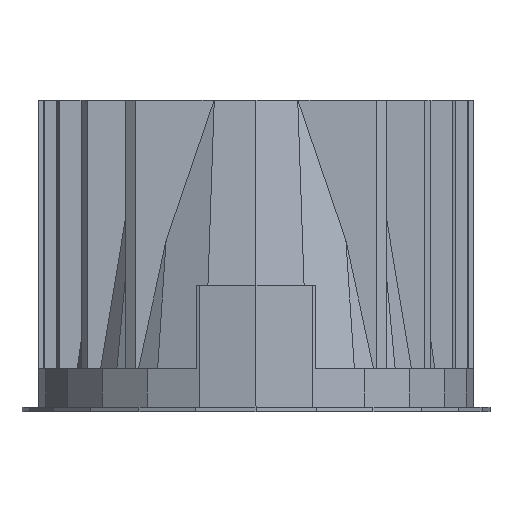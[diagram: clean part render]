
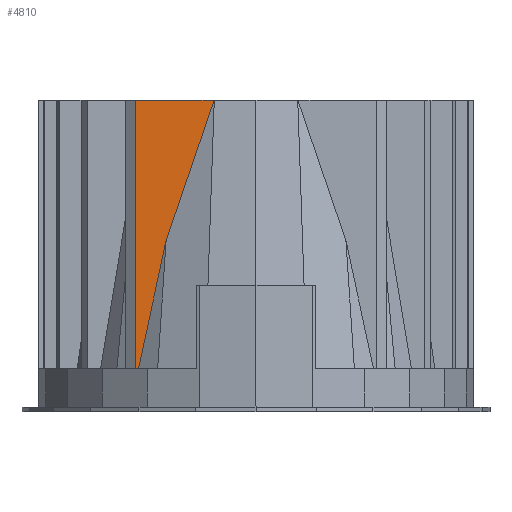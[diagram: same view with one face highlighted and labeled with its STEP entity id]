
A CAD part, left-side view. The second image highlights one B-rep face of the part: STEP entity #4810.
In plain terms, the highlighted planar face has unit normal (-1, 0, 0).
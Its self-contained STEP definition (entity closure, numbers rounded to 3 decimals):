
#148=FACE_OUTER_BOUND('',#387,.T.);
#387=EDGE_LOOP('',(#3847,#3848,#3849,#3850,#3851));
#786=LINE('',#6937,#1482);
#939=LINE('',#7235,#1635);
#953=LINE('',#7262,#1649);
#954=LINE('',#7263,#1650);
#955=LINE('',#7264,#1651);
#1482=VECTOR('',#5647,150.);
#1635=VECTOR('',#5868,1000.);
#1649=VECTOR('',#5896,1000.);
#1650=VECTOR('',#5897,1000.);
#1651=VECTOR('',#5898,1000.);
#2095=VERTEX_POINT('',#6934);
#2096=VERTEX_POINT('',#6936);
#2206=VERTEX_POINT('',#7232);
#2207=VERTEX_POINT('',#7234);
#2213=VERTEX_POINT('',#7261);
#2642=EDGE_CURVE('',#2096,#2095,#786,.T.);
#2795=EDGE_CURVE('',#2206,#2207,#939,.T.);
#2809=EDGE_CURVE('',#2213,#2206,#953,.T.);
#2810=EDGE_CURVE('',#2096,#2213,#954,.T.);
#2811=EDGE_CURVE('',#2095,#2207,#955,.T.);
#3847=ORIENTED_EDGE('',*,*,#2809,.F.);
#3848=ORIENTED_EDGE('',*,*,#2810,.F.);
#3849=ORIENTED_EDGE('',*,*,#2642,.T.);
#3850=ORIENTED_EDGE('',*,*,#2811,.T.);
#3851=ORIENTED_EDGE('',*,*,#2795,.F.);
#4572=PLANE('',#5071);
#4810=ADVANCED_FACE('',(#148),#4572,.F.);
#5071=AXIS2_PLACEMENT_3D('',#7260,#5894,#5895);
#5647=DIRECTION('',(0.,1.,0.));
#5868=DIRECTION('',(0.,1.,0.));
#5894=DIRECTION('center_axis',(1.,0.,0.));
#5895=DIRECTION('ref_axis',(0.,0.,-1.));
#5896=DIRECTION('',(0.,0.21,-0.978));
#5897=DIRECTION('',(0.,0.324,-0.946));
#5898=DIRECTION('',(0.,0.,-1.));
#6934=CARTESIAN_POINT('',(-52.25,40.37,103.));
#6936=CARTESIAN_POINT('',(-52.25,14.07,103.));
#6937=CARTESIAN_POINT('',(-52.25,-75.,103.));
#7232=CARTESIAN_POINT('',(-52.25,39.396,13.));
#7234=CARTESIAN_POINT('',(-52.25,40.37,13.));
#7235=CARTESIAN_POINT('',(-52.25,0.,13.));
#7260=CARTESIAN_POINT('Origin',(-52.25,0.,
58.));
#7261=CARTESIAN_POINT('',(-52.25,30.167,55.931));
#7262=CARTESIAN_POINT('',(-52.25,9.228,153.331));
#7263=CARTESIAN_POINT('',(-52.25,-2.206,150.592));
#7264=CARTESIAN_POINT('',(-52.25,40.37,58.));
